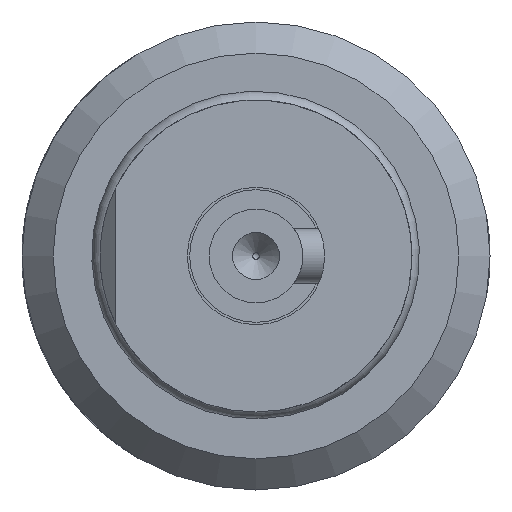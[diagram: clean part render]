
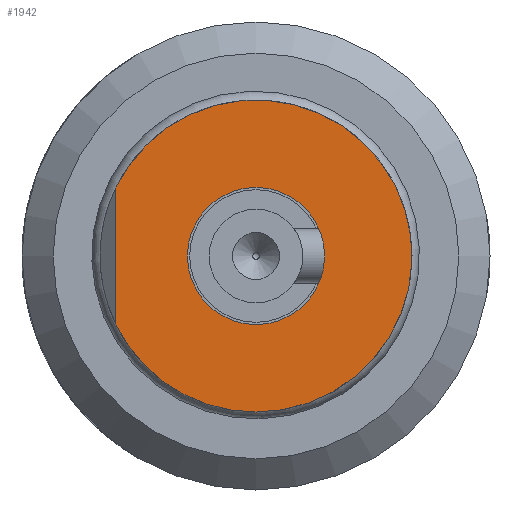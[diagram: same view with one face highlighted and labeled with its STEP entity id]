
A CAD part, left-side view. The second image highlights one B-rep face of the part: STEP entity #1942.
In plain terms, the highlighted planar face has unit normal (-1, 0, 0).
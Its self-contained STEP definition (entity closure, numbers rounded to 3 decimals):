
#208 = VERTEX_POINT ( 'NONE', #209 ) ;
#209 = CARTESIAN_POINT ( 'NONE',  ( -32.628, 1.755, -4.4 ) ) ;
#547 = VERTEX_POINT ( 'NONE', #2495 ) ;
#579 = VERTEX_POINT ( 'NONE', #2515 ) ;
#1942 = ADVANCED_FACE ( 'NONE', ( #7203, #7193 ), #2862, .T. ) ;
#1982 = EDGE_CURVE ( 'NONE', #579, #547, #3502, .T. ) ;
#1983 = EDGE_CURVE ( 'NONE', #547, #579, #7938, .T. ) ;
#1985 = EDGE_CURVE ( 'NONE', #208, #208, #7886, .T. ) ;
#2495 = CARTESIAN_POINT ( 'NONE',  ( -32.628, 10.755, 4.359 ) ) ;
#2515 = CARTESIAN_POINT ( 'NONE',  ( -32.628, 10.755, -4.359 ) ) ;
#2862 = PLANE ( 'NONE',  #7192 ) ;
#2863 = CARTESIAN_POINT ( 'NONE',  ( -32.628, 1.755, 0. ) ) ;
#2864 = DIRECTION ( 'NONE',  ( -1., 0., 0. ) ) ;
#2865 = DIRECTION ( 'NONE',  ( 0., 0., 1. ) ) ;
#3501 = CARTESIAN_POINT ( 'NONE',  ( -32.628, 1.755, 0. ) ) ;
#3502 = LINE ( 'NONE', #3503, #5146 ) ;
#3503 = CARTESIAN_POINT ( 'NONE',  ( -32.628, 10.755, -5. ) ) ;
#3504 = DIRECTION ( 'NONE',  ( 0., 0., 1. ) ) ;
#3505 = DIRECTION ( 'NONE',  ( 1., 0., 0. ) ) ;
#3506 = DIRECTION ( 'NONE',  ( 0., 0., -1. ) ) ;
#3507 = CARTESIAN_POINT ( 'NONE',  ( -32.628, 1.755, 0. ) ) ;
#3511 = DIRECTION ( 'NONE',  ( 1., 0., 0. ) ) ;
#3512 = DIRECTION ( 'NONE',  ( 0., 0., -1. ) ) ;
#5146 = VECTOR ( 'NONE', #3504, 1000. ) ;
#5222 = AXIS2_PLACEMENT_3D ( 'NONE', #3501, #3505, #3506 ) ;
#5237 = AXIS2_PLACEMENT_3D ( 'NONE', #3507, #3511, #3512 ) ;
#7192 = AXIS2_PLACEMENT_3D ( 'NONE', #2863, #2864, #2865 ) ;
#7193 = FACE_BOUND ( 'NONE', #13619, .T. ) ;
#7203 = FACE_OUTER_BOUND ( 'NONE', #13475, .T. ) ;
#7886 = CIRCLE ( 'NONE', #5237, 4.4 ) ;
#7938 = CIRCLE ( 'NONE', #5222, 10. ) ;
#13351 = ORIENTED_EDGE ( 'NONE', *, *, #1982, .F. ) ;
#13385 = ORIENTED_EDGE ( 'NONE', *, *, #1983, .F. ) ;
#13475 = EDGE_LOOP ( 'NONE', ( #13351, #13385 ) ) ;
#13539 = ORIENTED_EDGE ( 'NONE', *, *, #1985, .T. ) ;
#13619 = EDGE_LOOP ( 'NONE', ( #13539 ) ) ;
